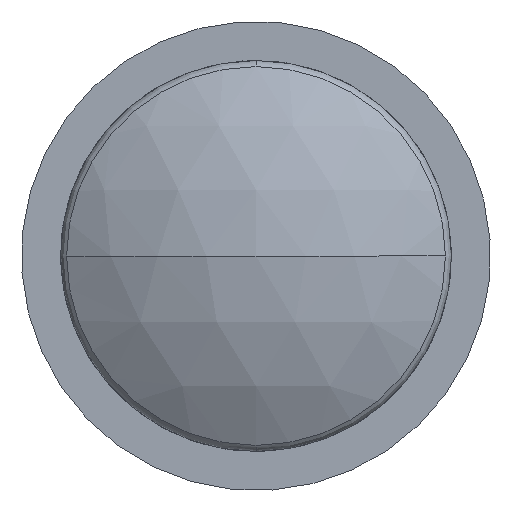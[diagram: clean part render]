
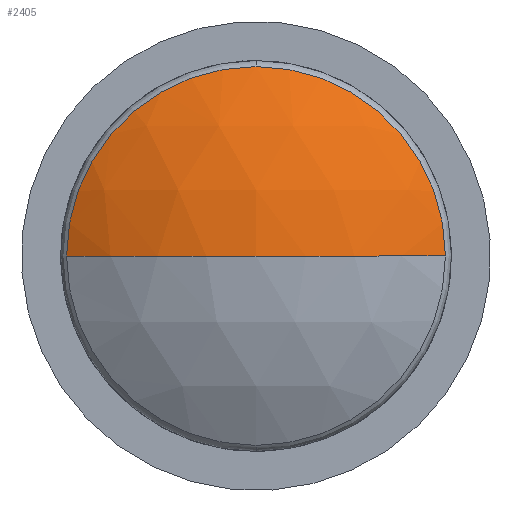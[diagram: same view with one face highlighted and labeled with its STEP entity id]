
A CAD part, left-side view. The second image highlights one B-rep face of the part: STEP entity #2405.
In plain terms, the highlighted spherical face has radius 6.921 mm.
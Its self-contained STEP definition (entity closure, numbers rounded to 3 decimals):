
#13 = AXIS2_PLACEMENT_3D ( 'NONE', #3531, #14, #66 ) ;
#14 = DIRECTION ( 'NONE',  ( 0., 0., -1. ) ) ;
#28 = CARTESIAN_POINT ( 'NONE',  ( -2.235, 3.929, 0. ) ) ;
#66 = DIRECTION ( 'NONE',  ( -1., 0., 0. ) ) ;
#174 = DIRECTION ( 'NONE',  ( 0., 0., 1. ) ) ;
#320 = CIRCLE ( 'NONE', #2142, 3.691 ) ;
#462 = AXIS2_PLACEMENT_3D ( 'NONE', #3660, #2872, #2499 ) ;
#517 = DIRECTION ( 'NONE',  ( 0., -1., 0. ) ) ;
#588 = EDGE_CURVE ( 'NONE', #3310, #3018, #1940, .T. ) ;
#777 = VERTEX_POINT ( 'NONE', #1547 ) ;
#814 = AXIS2_PLACEMENT_3D ( 'NONE', #2875, #174, #1659 ) ;
#862 = FACE_OUTER_BOUND ( 'NONE', #3492, .T. ) ;
#916 = ORIENTED_EDGE ( 'NONE', *, *, #588, .F. ) ;
#966 = EDGE_CURVE ( 'NONE', #3018, #777, #320, .T. ) ;
#975 = CARTESIAN_POINT ( 'NONE',  ( -3.302, 7.62, 0. ) ) ;
#1114 = AXIS2_PLACEMENT_3D ( 'NONE', #2926, #3532, #517 ) ;
#1189 = DIRECTION ( 'NONE',  ( 1., 0., 0. ) ) ;
#1547 = CARTESIAN_POINT ( 'NONE',  ( -2.235, 7.62, 3.691 ) ) ;
#1659 = DIRECTION ( 'NONE',  ( 0., 1., 0. ) ) ;
#1711 = EDGE_CURVE ( 'NONE', #3310, #2939, #2005, .T. ) ;
#1728 = ORIENTED_EDGE ( 'NONE', *, *, #1711, .T. ) ;
#1762 = EDGE_CURVE ( 'NONE', #777, #2939, #2633, .T. ) ;
#1924 = CARTESIAN_POINT ( 'NONE',  ( -2.235, 7.62, 0. ) ) ;
#1940 = CIRCLE ( 'NONE', #13, 6.921 ) ;
#2005 = CIRCLE ( 'NONE', #1114, 6.921 ) ;
#2140 = DIRECTION ( 'NONE',  ( 0., 0., -1. ) ) ;
#2142 = AXIS2_PLACEMENT_3D ( 'NONE', #1924, #1189, #2140 ) ;
#2213 = ORIENTED_EDGE ( 'NONE', *, *, #966, .F. ) ;
#2405 = ADVANCED_FACE ( 'NONE', ( #862 ), #3167, .T. ) ;
#2499 = DIRECTION ( 'NONE',  ( 0., 0., -1. ) ) ;
#2633 = CIRCLE ( 'NONE', #462, 3.691 ) ;
#2872 = DIRECTION ( 'NONE',  ( 1., 0., 0. ) ) ;
#2875 = CARTESIAN_POINT ( 'NONE',  ( 3.619, 7.62, 0. ) ) ;
#2926 = CARTESIAN_POINT ( 'NONE',  ( 3.619, 7.62, 0. ) ) ;
#2939 = VERTEX_POINT ( 'NONE', #28 ) ;
#3018 = VERTEX_POINT ( 'NONE', #3058 ) ;
#3058 = CARTESIAN_POINT ( 'NONE',  ( -2.235, 11.311, 0. ) ) ;
#3167 = SPHERICAL_SURFACE ( 'NONE', #814, 6.921 ) ;
#3271 = ORIENTED_EDGE ( 'NONE', *, *, #1762, .F. ) ;
#3310 = VERTEX_POINT ( 'NONE', #975 ) ;
#3492 = EDGE_LOOP ( 'NONE', ( #916, #1728, #3271, #2213 ) ) ;
#3531 = CARTESIAN_POINT ( 'NONE',  ( 3.619, 7.62, 0. ) ) ;
#3532 = DIRECTION ( 'NONE',  ( 0., 0., 1. ) ) ;
#3660 = CARTESIAN_POINT ( 'NONE',  ( -2.235, 7.62, 0. ) ) ;
